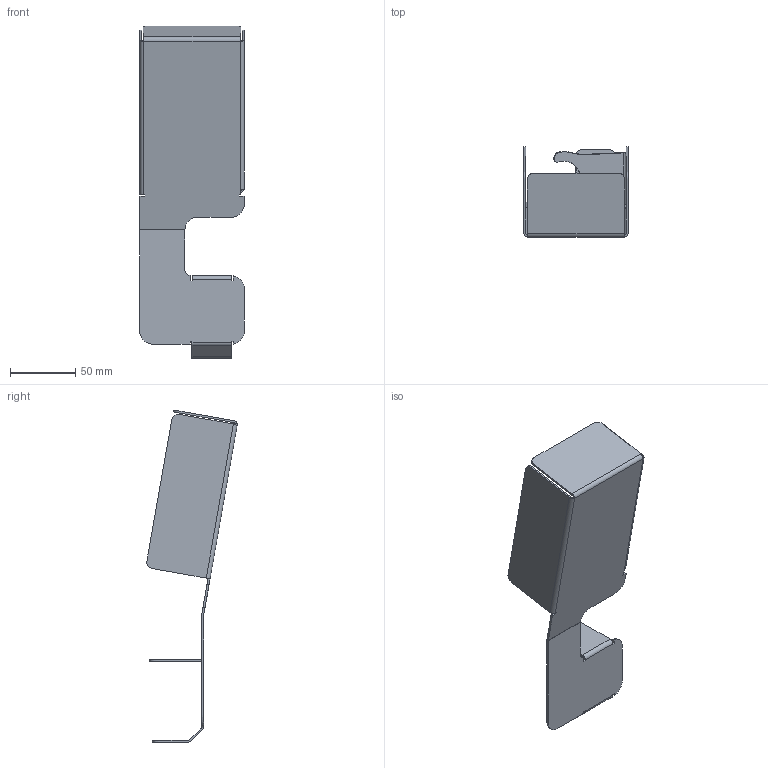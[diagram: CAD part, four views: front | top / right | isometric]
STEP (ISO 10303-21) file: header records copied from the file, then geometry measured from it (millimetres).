
FILE_DESCRIPTION(/* description */ (''),/* implementation_level */ '2;1');
FILE_NAME(/* name */ 'gehause-alu.step',/* time_stamp */ '2023-12-07T11:43:35+01:00',/* author */ (''),/* organization */ (''),/* preprocessor_version */ 'ST-DEVELOPER v20',/* originating_system */ 'Autodesk Translation Framework v12.14.0.127',/* authorisation */ '');
FILE_SCHEMA (('AUTOMOTIVE_DESIGN { 1 0 10303 214 3 1 1 }'));
Length unit declared in the file: millimetre
Products named in the file (1): FusionComponent
Bounding box: 80 x 69.24 x 254.4 mm (x, y, z)
Volume: 53902.5 mm3; surface area: 73939.2 mm2
Topology: 1 solids, 1 shells, 126 faces, 310 edges, 186 vertices
Faces by surface type: plane 85, cylinder 40, bspline 1
Full cylindrical faces by diameter (mm): 10 x1
Entity records: 3694 total; most frequent: CARTESIAN_POINT 644, DIRECTION 638, ORIENTED_EDGE 620, EDGE_CURVE 310, LINE 230, VECTOR 230, AXIS2_PLACEMENT_3D 204, VERTEX_POINT 186
